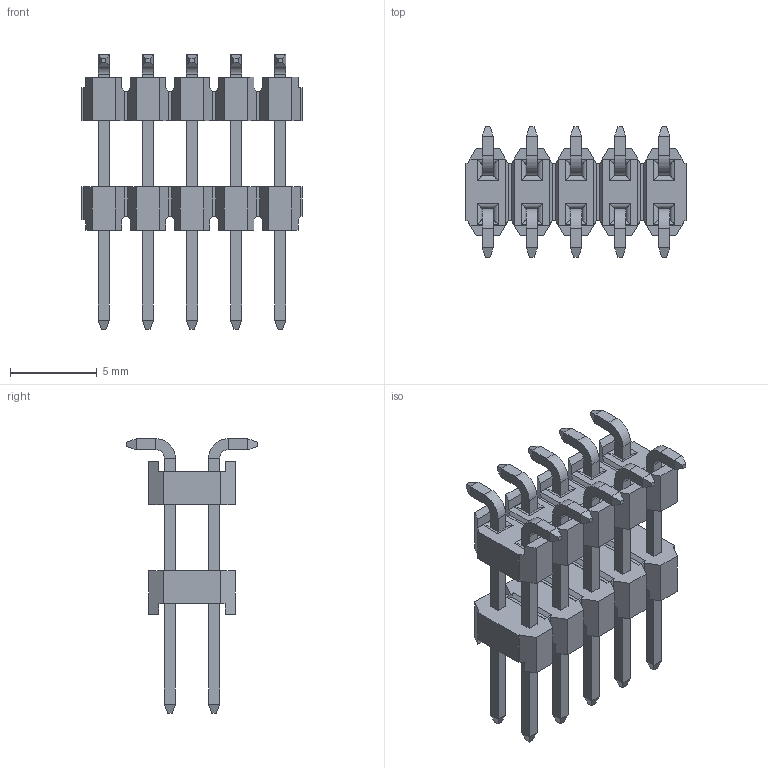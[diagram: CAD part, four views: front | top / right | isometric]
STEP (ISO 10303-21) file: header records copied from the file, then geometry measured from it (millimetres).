
FILE_DESCRIPTION(/* description */ (''),/* implementation_level */ '2;1');
FILE_NAME(/* name */ '9133-16-010-xx-0-00.stp',/* time_stamp */ '2025-06-10T16:02:28+08:00',/* author */ (''),/* organization */ (''),/* preprocessor_version */ 'ST-DEVELOPER v15',/* originating_system */ 'SIEMENS PLM Software NX 9.0',/* authorisation */ '');
FILE_SCHEMA (('AP203_CONFIGURATION_CONTROLLED_3D_DESIGN_OF_MECHANICAL_PARTS_AND_ASSEMBLIES_MIM_LF { 1 0 10303 403 2 1 2}'));
Length unit declared in the file: millimetre
Products named in the file (1): 9133-16-010-xx-0-00
Bounding box: 12.7 x 7.5 x 15.8 mm (x, y, z)
Volume: 279.8 mm3; surface area: 970.9 mm2
Topology: 12 solids, 12 shells, 586 faces, 1354 edges, 800 vertices
Faces by surface type: plane 486, cylinder 100
Entity records: 16024 total; most frequent: CARTESIAN_POINT 2981, ORIENTED_EDGE 2708, DIRECTION 2488, EDGE_CURVE 1354, LINE 1234, VECTOR 1234, VERTEX_POINT 800, EDGE_LOOP 634
